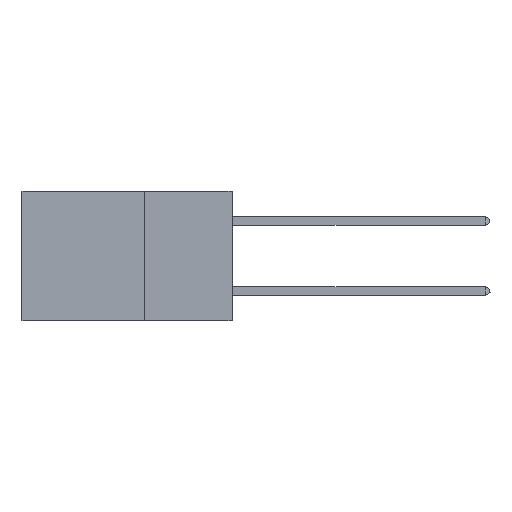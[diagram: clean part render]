
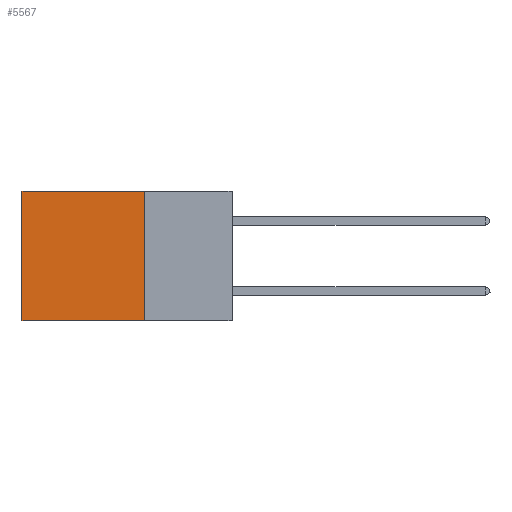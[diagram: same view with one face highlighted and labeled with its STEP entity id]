
A CAD part, left-side view. The second image highlights one B-rep face of the part: STEP entity #5567.
In plain terms, the highlighted planar face has unit normal (-1, 0, 0).
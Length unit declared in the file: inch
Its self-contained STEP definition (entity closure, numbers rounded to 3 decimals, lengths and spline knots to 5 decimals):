
#259 = CARTESIAN_POINT ( 'NONE',  ( 0.2875, 0.6, -0.37 ) ) ;
#310 = PLANE ( 'NONE',  #14497 ) ;
#1782 = CARTESIAN_POINT ( 'NONE',  ( 0.2875, 0.6, 0. ) ) ;
#2552 = CARTESIAN_POINT ( 'NONE',  ( 0.2875, 0.25, -0.37 ) ) ;
#2769 = CARTESIAN_POINT ( 'NONE',  ( 0.2875, 0.25, -0.37 ) ) ;
#2804 = DIRECTION ( 'NONE',  ( 0., 1., 0. ) ) ;
#3143 = VECTOR ( 'NONE', #6547, 39.37008 ) ;
#3543 = EDGE_LOOP ( 'NONE', ( #15002, #11154, #3946, #18994 ) ) ;
#3946 = ORIENTED_EDGE ( 'NONE', *, *, #6107, .F. ) ;
#5452 = VECTOR ( 'NONE', #2804, 39.37008 ) ;
#5567 = ADVANCED_FACE ( 'NONE', ( #18066 ), #310, .F. ) ;
#5651 = LINE ( 'NONE', #18953, #13018 ) ;
#6107 = EDGE_CURVE ( 'NONE', #15356, #17911, #5651, .T. ) ;
#6262 = LINE ( 'NONE', #2769, #13843 ) ;
#6547 = DIRECTION ( 'NONE',  ( 0., 0., -1. ) ) ;
#7354 = VERTEX_POINT ( 'NONE', #259 ) ;
#7972 = CARTESIAN_POINT ( 'NONE',  ( 0.2875, 0.25, 0. ) ) ;
#9351 = EDGE_CURVE ( 'NONE', #17911, #7354, #6262, .T. ) ;
#11154 = ORIENTED_EDGE ( 'NONE', *, *, #9351, .F. ) ;
#11190 = CARTESIAN_POINT ( 'NONE',  ( 0.2875, 0.25, 0. ) ) ;
#11616 = CARTESIAN_POINT ( 'NONE',  ( 0.2875, 0.6, 0. ) ) ;
#12531 = DIRECTION ( 'NONE',  ( 0., 0., -1. ) ) ;
#12924 = LINE ( 'NONE', #1782, #3143 ) ;
#13018 = VECTOR ( 'NONE', #14194, 39.37008 ) ;
#13483 = EDGE_CURVE ( 'NONE', #15356, #18475, #16137, .T. ) ;
#13843 = VECTOR ( 'NONE', #19552, 39.37008 ) ;
#14194 = DIRECTION ( 'NONE',  ( 0., 0., -1. ) ) ;
#14497 = AXIS2_PLACEMENT_3D ( 'NONE', #7972, #18610, #12531 ) ;
#15002 = ORIENTED_EDGE ( 'NONE', *, *, #17191, .T. ) ;
#15356 = VERTEX_POINT ( 'NONE', #11190 ) ;
#16137 = LINE ( 'NONE', #16498, #5452 ) ;
#16498 = CARTESIAN_POINT ( 'NONE',  ( 0.2875, 0.25, 0. ) ) ;
#17191 = EDGE_CURVE ( 'NONE', #18475, #7354, #12924, .T. ) ;
#17911 = VERTEX_POINT ( 'NONE', #2552 ) ;
#18066 = FACE_OUTER_BOUND ( 'NONE', #3543, .T. ) ;
#18475 = VERTEX_POINT ( 'NONE', #11616 ) ;
#18610 = DIRECTION ( 'NONE',  ( 1., 0., 0. ) ) ;
#18953 = CARTESIAN_POINT ( 'NONE',  ( 0.2875, 0.25, 0. ) ) ;
#18994 = ORIENTED_EDGE ( 'NONE', *, *, #13483, .T. ) ;
#19552 = DIRECTION ( 'NONE',  ( 0., 1., 0. ) ) ;
